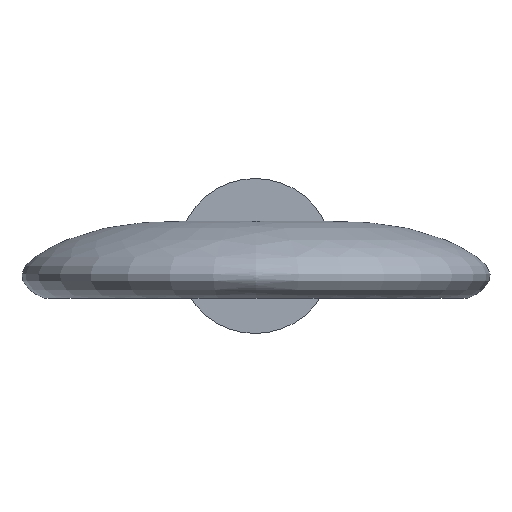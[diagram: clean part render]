
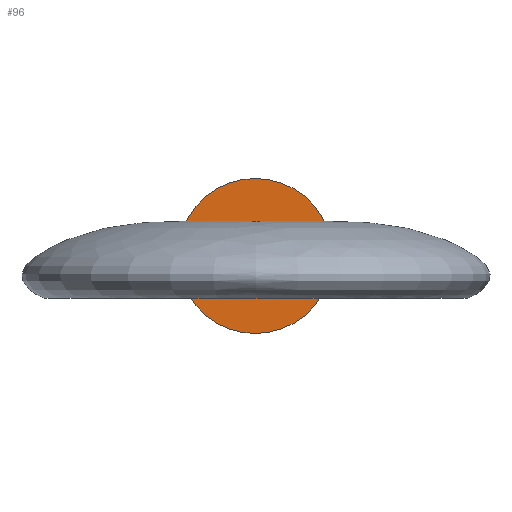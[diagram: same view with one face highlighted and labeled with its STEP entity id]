
A CAD part, front view. The second image highlights one B-rep face of the part: STEP entity #96.
In plain terms, the highlighted planar face has unit normal (0, -1, 0).
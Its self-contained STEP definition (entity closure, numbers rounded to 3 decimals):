
#28=FACE_BOUND('',#39,.T.);
#30=B_SPLINE_CURVE_WITH_KNOTS('',3,(#162,#163,#164,#165,#166,#167,#168,
#169,#170,#171,#172,#173,#174,#175,#176,#177,#178,#179,#180,#181,#182,#183,
#184,#185,#186,#187,#188,#189,#190,#191,#192,#193,#194,#195,#196,#197,#198,
#199,#200,#201,#202,#203,#204,#205,#206,#207,#208,#209,#210,#211,#212,#213,
#214,#215,#216,#217,#218,#219,#220,#221),.UNSPECIFIED.,.T.,.F.,(4,2,2,2,
2,2,2,2,2,2,2,2,2,2,2,2,2,2,2,2,2,2,2,2,2,2,2,2,2,4),(-2.243,
-2.187,-2.002,-1.916,-1.865,-1.822,
-1.771,-1.685,-1.469,-1.392,
-1.36,-1.342,-1.327,-1.31,
-1.284,-1.232,-1.124,-0.907,
-0.775,-0.666,-0.558,-0.423,
-0.229,-0.12,-0.087,-0.07,
-0.058,-0.046,-0.029,0.),
 .UNSPECIFIED.);
#32=FACE_OUTER_BOUND('',#38,.T.);
#38=EDGE_LOOP('',(#72));
#39=EDGE_LOOP('',(#73));
#46=CIRCLE('',#118,12.5);
#52=VERTEX_POINT('',#159);
#53=VERTEX_POINT('',#161);
#61=EDGE_CURVE('',#52,#52,#46,.T.);
#62=EDGE_CURVE('',#53,#53,#30,.T.);
#72=ORIENTED_EDGE('',*,*,#61,.T.);
#73=ORIENTED_EDGE('',*,*,#62,.F.);
#94=PLANE('',#117);
#96=ADVANCED_FACE('',(#32,#28),#94,.F.);
#117=AXIS2_PLACEMENT_3D('',#158,#132,#133);
#118=AXIS2_PLACEMENT_3D('',#160,#134,#135);
#132=DIRECTION('center_axis',(0.,1.,0.));
#133=DIRECTION('ref_axis',(1.,0.,0.));
#134=DIRECTION('center_axis',(0.,-1.,0.));
#135=DIRECTION('ref_axis',(1.,0.,0.));
#158=CARTESIAN_POINT('Origin',(-0.113,37.34,4.114));
#159=CARTESIAN_POINT('',(-12.613,37.34,4.114));
#160=CARTESIAN_POINT('Origin',(-0.113,37.34,4.114));
#161=CARTESIAN_POINT('',(-5.371,37.34,0.436));
#162=CARTESIAN_POINT('Ctrl Pts',(-5.371,37.34,0.436));
#163=CARTESIAN_POINT('Ctrl Pts',(-5.217,37.34,0.336));
#164=CARTESIAN_POINT('Ctrl Pts',(-5.03,37.34,0.253));
#165=CARTESIAN_POINT('Ctrl Pts',(-4.278,37.34,-0.03));
#166=CARTESIAN_POINT('Ctrl Pts',(-3.443,37.34,-0.202));
#167=CARTESIAN_POINT('Ctrl Pts',(-2.027,37.34,-0.359));
#168=CARTESIAN_POINT('Ctrl Pts',(-1.578,37.34,-0.393));
#169=CARTESIAN_POINT('Ctrl Pts',(-0.877,37.34,-0.426));
#170=CARTESIAN_POINT('Ctrl Pts',(-0.618,37.34,-0.434));
#171=CARTESIAN_POINT('Ctrl Pts',(-0.143,37.34,-0.441));
#172=CARTESIAN_POINT('Ctrl Pts',(0.075,37.34,-0.441));
#173=CARTESIAN_POINT('Ctrl Pts',(0.541,37.34,-0.436));
#174=CARTESIAN_POINT('Ctrl Pts',(0.792,37.34,-0.429));
#175=CARTESIAN_POINT('Ctrl Pts',(1.453,37.34,-0.401));
#176=CARTESIAN_POINT('Ctrl Pts',(1.867,37.34,-0.372));
#177=CARTESIAN_POINT('Ctrl Pts',(3.282,37.34,-0.23));
#178=CARTESIAN_POINT('Ctrl Pts',(4.14,37.34,-0.063));
#179=CARTESIAN_POINT('Ctrl Pts',(4.965,37.34,0.224));
#180=CARTESIAN_POINT('Ctrl Pts',(5.21,37.34,0.326));
#181=CARTESIAN_POINT('Ctrl Pts',(5.472,37.34,0.504));
#182=CARTESIAN_POINT('Ctrl Pts',(5.547,37.34,0.566));
#183=CARTESIAN_POINT('Ctrl Pts',(5.636,37.34,0.676));
#184=CARTESIAN_POINT('Ctrl Pts',(5.663,37.34,0.721));
#185=CARTESIAN_POINT('Ctrl Pts',(5.695,37.34,0.808));
#186=CARTESIAN_POINT('Ctrl Pts',(5.702,37.34,0.848));
#187=CARTESIAN_POINT('Ctrl Pts',(5.699,37.34,0.934));
#188=CARTESIAN_POINT('Ctrl Pts',(5.688,37.34,0.978));
#189=CARTESIAN_POINT('Ctrl Pts',(5.641,37.34,1.083));
#190=CARTESIAN_POINT('Ctrl Pts',(5.596,37.34,1.14));
#191=CARTESIAN_POINT('Ctrl Pts',(5.451,37.34,1.284));
#192=CARTESIAN_POINT('Ctrl Pts',(5.325,37.34,1.363));
#193=CARTESIAN_POINT('Ctrl Pts',(4.963,37.34,1.555));
#194=CARTESIAN_POINT('Ctrl Pts',(4.671,37.34,1.657));
#195=CARTESIAN_POINT('Ctrl Pts',(3.888,37.34,1.886));
#196=CARTESIAN_POINT('Ctrl Pts',(3.239,37.34,2.009));
#197=CARTESIAN_POINT('Ctrl Pts',(2.054,37.34,2.149));
#198=CARTESIAN_POINT('Ctrl Pts',(1.6,37.34,2.185));
#199=CARTESIAN_POINT('Ctrl Pts',(0.796,37.34,2.226));
#200=CARTESIAN_POINT('Ctrl Pts',(0.436,37.34,2.235));
#201=CARTESIAN_POINT('Ctrl Pts',(-0.273,37.34,2.238));
#202=CARTESIAN_POINT('Ctrl Pts',(-0.627,37.34,2.231));
#203=CARTESIAN_POINT('Ctrl Pts',(-1.405,37.34,2.198));
#204=CARTESIAN_POINT('Ctrl Pts',(-1.837,37.34,2.167));
#205=CARTESIAN_POINT('Ctrl Pts',(-2.861,37.34,2.06));
#206=CARTESIAN_POINT('Ctrl Pts',(-3.497,37.34,1.964));
#207=CARTESIAN_POINT('Ctrl Pts',(-4.389,37.34,1.746));
#208=CARTESIAN_POINT('Ctrl Pts',(-4.882,37.34,1.606));
#209=CARTESIAN_POINT('Ctrl Pts',(-5.353,37.34,1.345));
#210=CARTESIAN_POINT('Ctrl Pts',(-5.469,37.34,1.269));
#211=CARTESIAN_POINT('Ctrl Pts',(-5.599,37.34,1.135));
#212=CARTESIAN_POINT('Ctrl Pts',(-5.638,37.34,1.085));
#213=CARTESIAN_POINT('Ctrl Pts',(-5.684,37.34,0.991));
#214=CARTESIAN_POINT('Ctrl Pts',(-5.696,37.34,0.95));
#215=CARTESIAN_POINT('Ctrl Pts',(-5.703,37.34,0.864));
#216=CARTESIAN_POINT('Ctrl Pts',(-5.698,37.34,0.822));
#217=CARTESIAN_POINT('Ctrl Pts',(-5.667,37.34,0.726));
#218=CARTESIAN_POINT('Ctrl Pts',(-5.636,37.34,0.676));
#219=CARTESIAN_POINT('Ctrl Pts',(-5.537,37.34,0.555));
#220=CARTESIAN_POINT('Ctrl Pts',(-5.453,37.34,0.489));
#221=CARTESIAN_POINT('Ctrl Pts',(-5.371,37.34,0.436));
